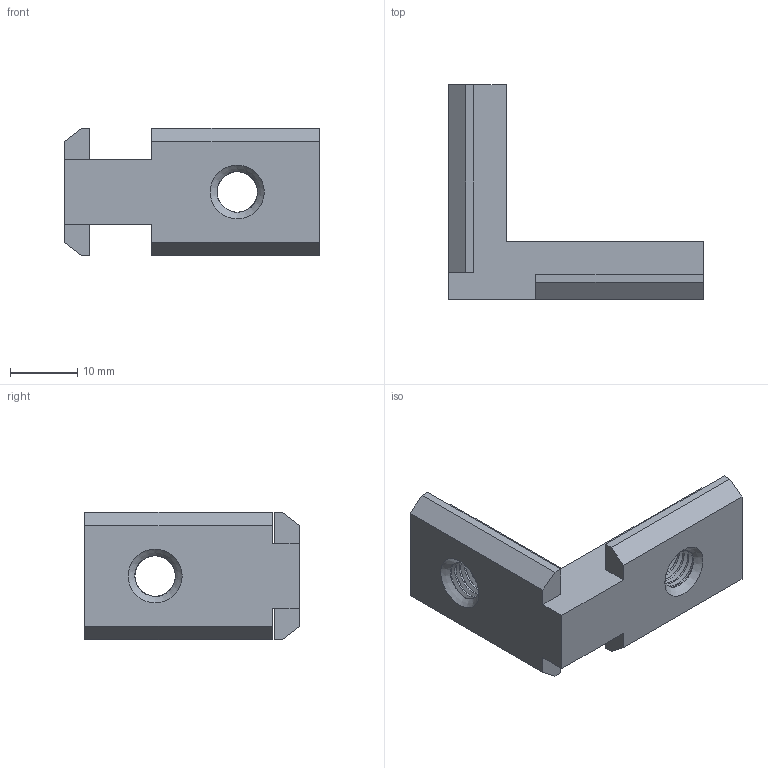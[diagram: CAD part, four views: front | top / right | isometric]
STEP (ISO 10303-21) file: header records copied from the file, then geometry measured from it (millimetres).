
FILE_DESCRIPTION(/* description */ (''),/* implementation_level */ '2;1');
FILE_NAME(/* name */ 'Внутренний угловой соединитель паз 10.step',/* time_stamp */ '2022-10-02T23:48:44+03:00',/* author */ (''),/* organization */ (''),/* preprocessor_version */ 'ST-DEVELOPER v19',/* originating_system */ 'Autodesk Translation Framework v11.7.0.108',/* authorisation */ '');
FILE_SCHEMA (('AUTOMOTIVE_DESIGN { 1 0 10303 214 3 1 1 }'));
Length unit declared in the file: millimetre
Products named in the file (1): (Unsaved)
Bounding box: 38 x 32 x 19 mm (x, y, z)
Volume: 6117.6 mm3; surface area: 3795.7 mm2
Topology: 1 solids, 1 shells, 66 faces, 188 edges, 124 vertices
Faces by surface type: cylinder 34, plane 26, bspline 4, cone 2
Full cylindrical faces by diameter (mm): 6.035 x8, 7.147 x2
Entity records: 4548 total; most frequent: CARTESIAN_POINT 2929, ORIENTED_EDGE 376, DIRECTION 252, EDGE_CURVE 188, VERTEX_POINT 124, LINE 98, VECTOR 98, AXIS2_PLACEMENT_3D 77
